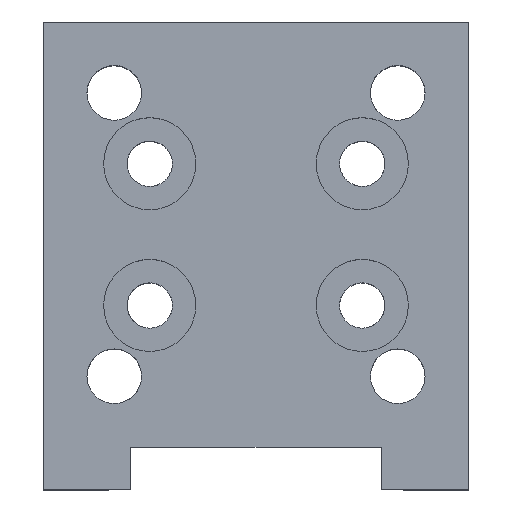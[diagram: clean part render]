
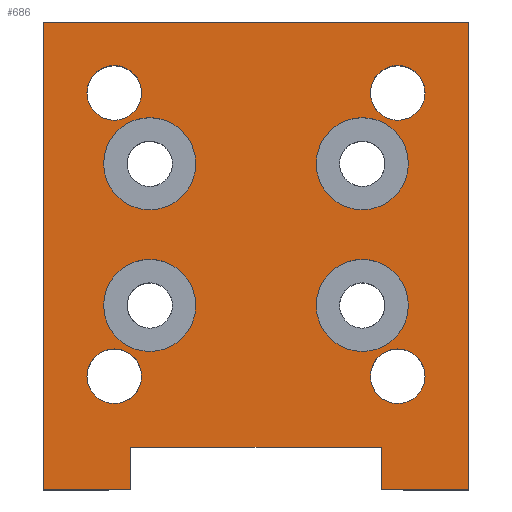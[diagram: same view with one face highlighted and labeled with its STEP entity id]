
A CAD part, top view. The second image highlights one B-rep face of the part: STEP entity #686.
In plain terms, the highlighted planar face has unit normal (0, 0, 1).
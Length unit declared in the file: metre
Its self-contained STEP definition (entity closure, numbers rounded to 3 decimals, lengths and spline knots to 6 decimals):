
#40=LINE('',#976,#78);
#61=LINE('',#1278,#99);
#65=LINE('',#1292,#103);
#68=LINE('',#1298,#106);
#69=LINE('',#1308,#107);
#70=LINE('',#1310,#108);
#71=LINE('',#1311,#109);
#72=LINE('',#1313,#110);
#78=VECTOR('',#796,1.);
#99=VECTOR('',#885,1.);
#103=VECTOR('',#897,1.);
#106=VECTOR('',#902,1.);
#107=VECTOR('',#913,1.);
#108=VECTOR('',#914,1.);
#109=VECTOR('',#915,1.);
#110=VECTOR('',#916,1.);
#195=ORIENTED_EDGE('',*,*,#322,.T.);
#196=ORIENTED_EDGE('',*,*,#319,.T.);
#197=ORIENTED_EDGE('',*,*,#316,.T.);
#198=ORIENTED_EDGE('',*,*,#313,.T.);
#199=ORIENTED_EDGE('',*,*,#348,.T.);
#200=ORIENTED_EDGE('',*,*,#349,.T.);
#201=ORIENTED_EDGE('',*,*,#350,.T.);
#202=ORIENTED_EDGE('',*,*,#351,.T.);
#203=ORIENTED_EDGE('',*,*,#337,.F.);
#204=ORIENTED_EDGE('',*,*,#344,.T.);
#205=ORIENTED_EDGE('',*,*,#347,.T.);
#206=ORIENTED_EDGE('',*,*,#352,.F.);
#207=ORIENTED_EDGE('',*,*,#353,.T.);
#208=ORIENTED_EDGE('',*,*,#286,.F.);
#209=ORIENTED_EDGE('',*,*,#354,.F.);
#210=ORIENTED_EDGE('',*,*,#355,.F.);
#286=EDGE_CURVE('',#370,#371,#40,.T.);
#313=EDGE_CURVE('',#397,#397,#450,.T.);
#316=EDGE_CURVE('',#400,#400,#452,.T.);
#319=EDGE_CURVE('',#403,#403,#454,.T.);
#322=EDGE_CURVE('',#406,#406,#456,.T.);
#337=EDGE_CURVE('',#414,#415,#61,.T.);
#344=EDGE_CURVE('',#414,#420,#65,.T.);
#347=EDGE_CURVE('',#420,#422,#68,.T.);
#348=EDGE_CURVE('',#423,#423,#461,.T.);
#349=EDGE_CURVE('',#424,#424,#462,.T.);
#350=EDGE_CURVE('',#425,#425,#463,.T.);
#351=EDGE_CURVE('',#426,#426,#464,.T.);
#352=EDGE_CURVE('',#427,#422,#69,.T.);
#353=EDGE_CURVE('',#427,#371,#70,.T.);
#354=EDGE_CURVE('',#428,#370,#71,.T.);
#355=EDGE_CURVE('',#415,#428,#72,.T.);
#370=VERTEX_POINT('',#977);
#371=VERTEX_POINT('',#978);
#397=VERTEX_POINT('',#1124);
#400=VERTEX_POINT('',#1157);
#403=VERTEX_POINT('',#1190);
#406=VERTEX_POINT('',#1223);
#414=VERTEX_POINT('',#1277);
#415=VERTEX_POINT('',#1279);
#420=VERTEX_POINT('',#1291);
#422=VERTEX_POINT('',#1297);
#423=VERTEX_POINT('',#1301);
#424=VERTEX_POINT('',#1303);
#425=VERTEX_POINT('',#1305);
#426=VERTEX_POINT('',#1307);
#427=VERTEX_POINT('',#1309);
#428=VERTEX_POINT('',#1312);
#450=CIRCLE('',#737,0.00193);
#452=CIRCLE('',#740,0.00193);
#454=CIRCLE('',#743,0.00193);
#456=CIRCLE('',#746,0.00193);
#461=CIRCLE('',#760,0.00325);
#462=CIRCLE('',#761,0.00325);
#463=CIRCLE('',#762,0.00325);
#464=CIRCLE('',#763,0.00325);
#510=EDGE_LOOP('',(#195));
#511=EDGE_LOOP('',(#196));
#512=EDGE_LOOP('',(#197));
#513=EDGE_LOOP('',(#198));
#514=EDGE_LOOP('',(#199));
#515=EDGE_LOOP('',(#200));
#516=EDGE_LOOP('',(#201));
#517=EDGE_LOOP('',(#202));
#518=EDGE_LOOP('',(#203,#204,#205,#206,#207,#208,#209,#210));
#600=FACE_BOUND('',#510,.T.);
#601=FACE_BOUND('',#511,.T.);
#602=FACE_BOUND('',#512,.T.);
#603=FACE_BOUND('',#513,.T.);
#604=FACE_BOUND('',#514,.T.);
#605=FACE_BOUND('',#515,.T.);
#606=FACE_BOUND('',#516,.T.);
#607=FACE_BOUND('',#517,.T.);
#608=FACE_BOUND('',#518,.T.);
#660=PLANE('',#759);
#686=ADVANCED_FACE('',(#600,#601,#602,#603,#604,#605,#606,#607,#608),#660,
 .T.);
#737=AXIS2_PLACEMENT_3D('',#1123,#839,#840);
#740=AXIS2_PLACEMENT_3D('',#1156,#845,#846);
#743=AXIS2_PLACEMENT_3D('',#1189,#851,#852);
#746=AXIS2_PLACEMENT_3D('',#1222,#857,#858);
#759=AXIS2_PLACEMENT_3D('',#1299,#903,#904);
#760=AXIS2_PLACEMENT_3D('',#1300,#905,#906);
#761=AXIS2_PLACEMENT_3D('',#1302,#907,#908);
#762=AXIS2_PLACEMENT_3D('',#1304,#909,#910);
#763=AXIS2_PLACEMENT_3D('',#1306,#911,#912);
#796=DIRECTION('',(-1.,0.,0.));
#839=DIRECTION('',(0.,0.,-1.));
#840=DIRECTION('',(-1.,0.,0.));
#845=DIRECTION('',(0.,0.,-1.));
#846=DIRECTION('',(-1.,0.,0.));
#851=DIRECTION('',(0.,0.,-1.));
#852=DIRECTION('',(-1.,0.,0.));
#857=DIRECTION('',(0.,0.,-1.));
#858=DIRECTION('',(-1.,0.,0.));
#885=DIRECTION('',(0.,-1.,0.));
#897=DIRECTION('',(-1.,0.,0.));
#902=DIRECTION('',(0.,-1.,0.));
#903=DIRECTION('',(0.,0.,1.));
#904=DIRECTION('',(1.,0.,0.));
#905=DIRECTION('',(0.,0.,-1.));
#906=DIRECTION('',(-1.,0.,0.));
#907=DIRECTION('',(0.,0.,-1.));
#908=DIRECTION('',(-1.,0.,0.));
#909=DIRECTION('',(0.,0.,-1.));
#910=DIRECTION('',(-1.,0.,0.));
#911=DIRECTION('',(0.,0.,-1.));
#912=DIRECTION('',(-1.,0.,0.));
#913=DIRECTION('',(-1.,0.,0.));
#914=DIRECTION('',(0.,1.,0.));
#915=DIRECTION('',(0.,1.,0.));
#916=DIRECTION('',(-1.,0.,0.));
#976=CARTESIAN_POINT('',(0.,-0.015,0.0141));
#977=CARTESIAN_POINT('',(0.008854,-0.015,0.0141));
#978=CARTESIAN_POINT('',(-0.008854,-0.015,0.0141));
#1123=CARTESIAN_POINT('',(-0.01,0.01,0.0141));
#1124=CARTESIAN_POINT('',(-0.01193,0.01,0.0141));
#1156=CARTESIAN_POINT('',(0.01,0.01,0.0141));
#1157=CARTESIAN_POINT('',(0.00807,0.01,0.0141));
#1189=CARTESIAN_POINT('',(0.01,-0.01,0.0141));
#1190=CARTESIAN_POINT('',(0.00807,-0.01,0.0141));
#1222=CARTESIAN_POINT('',(-0.01,-0.01,0.0141));
#1223=CARTESIAN_POINT('',(-0.01193,-0.01,0.0141));
#1277=CARTESIAN_POINT('',(0.015,0.015,0.0141));
#1278=CARTESIAN_POINT('',(0.015,0.,0.0141));
#1279=CARTESIAN_POINT('',(0.015,-0.018,0.0141));
#1291=CARTESIAN_POINT('',(-0.015,0.015,0.0141));
#1292=CARTESIAN_POINT('',(0.,0.015,0.0141));
#1297=CARTESIAN_POINT('',(-0.015,-0.018,0.0141));
#1298=CARTESIAN_POINT('',(-0.015,0.,0.0141));
#1299=CARTESIAN_POINT('',(0.,0.,0.0141));
#1300=CARTESIAN_POINT('',(0.0075,0.005,0.0141));
#1301=CARTESIAN_POINT('',(0.00425,0.005,0.0141));
#1302=CARTESIAN_POINT('',(0.0075,-0.005,0.0141));
#1303=CARTESIAN_POINT('',(0.00425,-0.005,0.0141));
#1304=CARTESIAN_POINT('',(-0.0075,-0.005,0.0141));
#1305=CARTESIAN_POINT('',(-0.01075,-0.005,0.0141));
#1306=CARTESIAN_POINT('',(-0.0075,0.005,0.0141));
#1307=CARTESIAN_POINT('',(-0.01075,0.005,0.0141));
#1308=CARTESIAN_POINT('',(0.,-0.018,0.0141));
#1309=CARTESIAN_POINT('',(-0.008854,-0.018,0.0141));
#1310=CARTESIAN_POINT('',(-0.008854,-0.018,0.0141));
#1311=CARTESIAN_POINT('',(0.008854,-0.018,0.0141));
#1312=CARTESIAN_POINT('',(0.008854,-0.018,0.0141));
#1313=CARTESIAN_POINT('',(0.,-0.018,0.0141));
